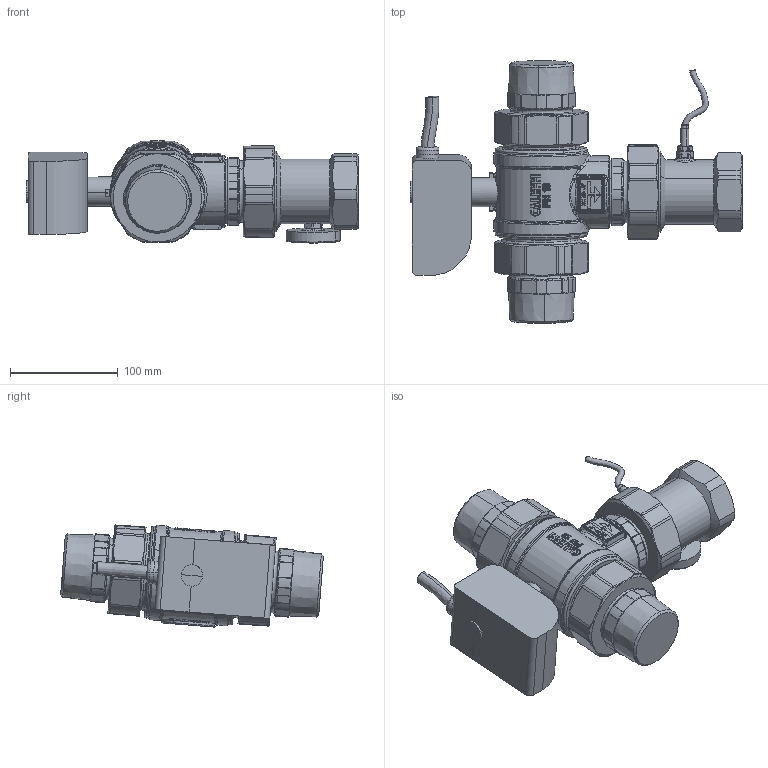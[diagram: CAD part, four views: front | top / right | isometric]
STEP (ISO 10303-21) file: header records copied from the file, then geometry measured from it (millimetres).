
FILE_DESCRIPTION(('CATIA V5 STEP Exchange','CAx-IF Rec.Pracs.--- Model Styling and Organization---1.4--- 2014-01-23','CAx-IF Rec.Pracs.---3D Tessellated Data Validation Properties---0.5---2014-09-14'),'2;1');
FILE_NAME('STEP_600091_-_TST.stp','2020-04-08T07:16:30+00:00',('none'),('none'),'CATIA Version 5-6 Release 2019 SP3','CATIA V5 STEP AP242 v1','none');
FILE_SCHEMA(('AP242_MANAGED_MODEL_BASED_3D_ENGINEERING_MIM_LF {1 0 10303 442 1 1 4}'));
Products named in the file (1): 600091 - TST
Bounding box: 307.73 x 243.48 x 94.6 mm (x, y, z)
Volume: 2078107.6 mm3; surface area: 158338.7 mm2
Topology: 1 solids, 2 shells, 2471 faces, 5962 edges, 3344 vertices
Faces by surface type: bspline 1142, cylinder 442, plane 409, cone 172, sphere 134, torus 102, extrusion 70
Entity records: 120890 total; most frequent: CARTESIAN_POINT 77343, ORIENTED_EDGE 11464, EDGE_CURVE 5732, DIRECTION 4190, B_SPLINE_CURVE_WITH_KNOTS 3574, VERTEX_POINT 3344, EDGE_LOOP 2552, ADVANCED_FACE 2471
